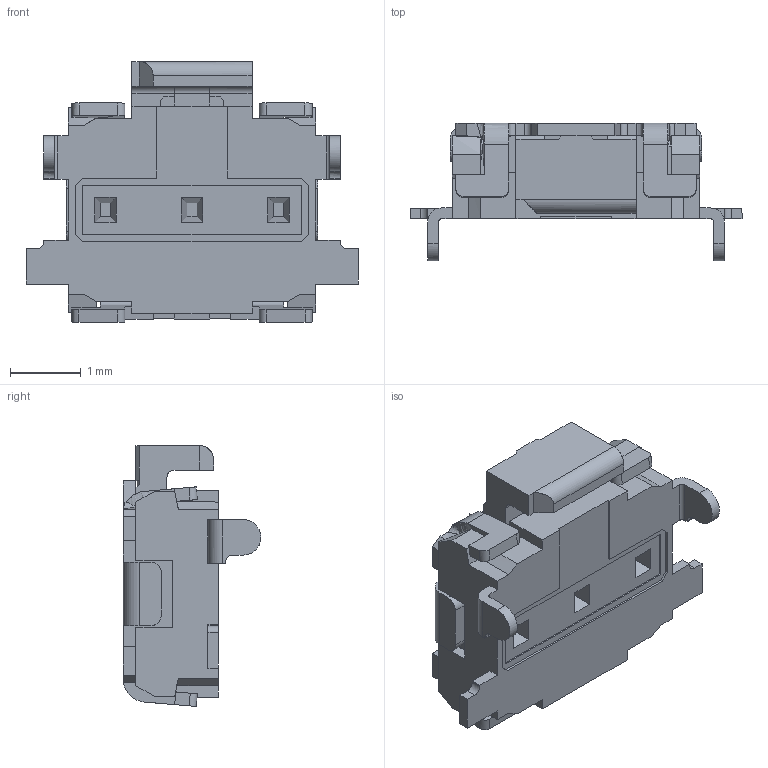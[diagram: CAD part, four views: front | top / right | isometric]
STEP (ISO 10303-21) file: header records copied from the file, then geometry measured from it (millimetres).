
FILE_DESCRIPTION (( 'STEP AP203' ), '1' );
FILE_NAME ('EVQ9P701P.STEP', '2013-05-17T09:20:34', ( '' ), ( '' ), 'SwSTEP 2.0', 'SolidWorks 2011', '' );
FILE_SCHEMA (( 'CONFIG_CONTROL_DESIGN' ));
Length unit declared in the file: millimetre
Products named in the file (1): EVQ9P701P
Bounding box: 4.7 x 1.95 x 3.69 mm (x, y, z)
Surface area: 65.2 mm2 (no closed solid volume)
Topology: 0 solids, 1 shells, 319 faces, 956 edges, 634 vertices
Faces by surface type: plane 260, cylinder 59
Entity records: 10799 total; most frequent: CARTESIAN_POINT 2312, ORIENTED_EDGE 1838, DIRECTION 1560, EDGE_CURVE 956, VECTOR 796, LINE 796, VERTEX_POINT 634, AXIS2_PLACEMENT_3D 382
